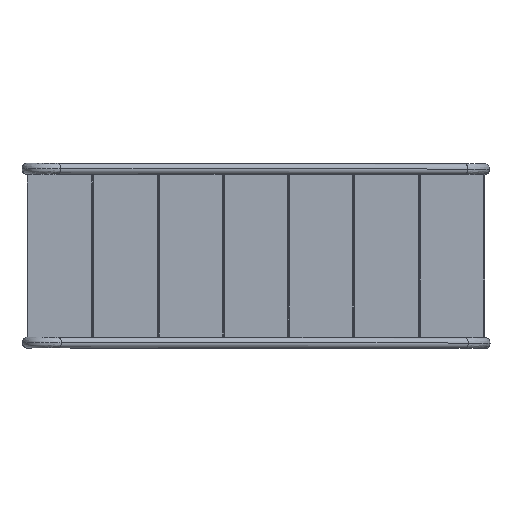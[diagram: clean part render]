
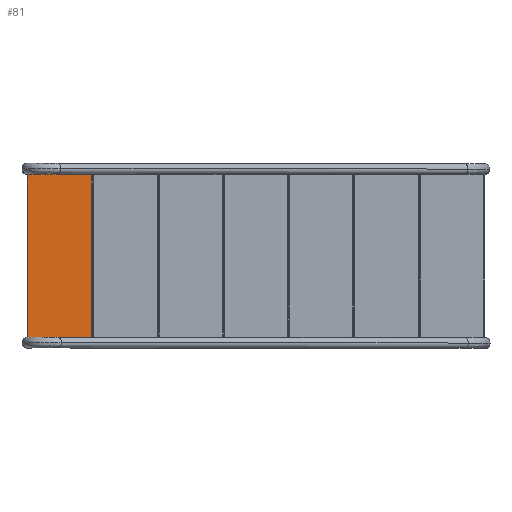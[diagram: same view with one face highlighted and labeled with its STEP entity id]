
A CAD part, top view. The second image highlights one B-rep face of the part: STEP entity #81.
In plain terms, the highlighted free-form (B-spline) face has degree [1, 1] with [2, 2] control points.
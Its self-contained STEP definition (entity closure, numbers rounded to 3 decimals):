
#31 = VERTEX_POINT('',#32);
#32 = CARTESIAN_POINT('',(-1807.316,0.,1206.599));
#37 = EDGE_CURVE('',#31,#38,#40,.T.);
#38 = VERTEX_POINT('',#39);
#39 = CARTESIAN_POINT('',(-1552.57,0.,1206.599));
#40 = B_SPLINE_CURVE_WITH_KNOTS('',1,(#41,#42),.UNSPECIFIED.,.F.,.F.,(2,
    2),(-148.,148.),.PIECEWISE_BEZIER_KNOTS.);
#41 = CARTESIAN_POINT('',(-1807.316,0.,1206.599));
#42 = CARTESIAN_POINT('',(-1552.57,0.,1206.599));
#65 = VERTEX_POINT('',#66);
#66 = CARTESIAN_POINT('',(-1807.316,-688.501,
    1206.599));
#71 = EDGE_CURVE('',#65,#31,#72,.T.);
#72 = B_SPLINE_CURVE_WITH_KNOTS('',1,(#73,#74),.UNSPECIFIED.,.F.,.F.,(2,
    2),(-400.,400.),.PIECEWISE_BEZIER_KNOTS.);
#73 = CARTESIAN_POINT('',(-1807.316,-688.501,
    1206.599));
#74 = CARTESIAN_POINT('',(-1807.316,0.,1206.599));
#81 = ADVANCED_FACE('',(#82),#98,.F.);
#82 = FACE_BOUND('',#83,.T.);
#83 = EDGE_LOOP('',(#84,#85,#86,#93));
#84 = ORIENTED_EDGE('',*,*,#37,.F.);
#85 = ORIENTED_EDGE('',*,*,#71,.F.);
#86 = ORIENTED_EDGE('',*,*,#87,.F.);
#87 = EDGE_CURVE('',#88,#65,#90,.T.);
#88 = VERTEX_POINT('',#89);
#89 = CARTESIAN_POINT('',(-1552.57,-688.501,
    1206.599));
#90 = B_SPLINE_CURVE_WITH_KNOTS('',1,(#91,#92),.UNSPECIFIED.,.F.,.F.,(2,
    2),(-148.,148.),.PIECEWISE_BEZIER_KNOTS.);
#91 = CARTESIAN_POINT('',(-1552.57,-688.501,
    1206.599));
#92 = CARTESIAN_POINT('',(-1807.316,-688.501,
    1206.599));
#93 = ORIENTED_EDGE('',*,*,#94,.T.);
#94 = EDGE_CURVE('',#88,#38,#95,.T.);
#95 = B_SPLINE_CURVE_WITH_KNOTS('',1,(#96,#97),.UNSPECIFIED.,.F.,.F.,(2,
    2),(-400.,400.),.PIECEWISE_BEZIER_KNOTS.);
#96 = CARTESIAN_POINT('',(-1552.57,-688.501,
    1206.599));
#97 = CARTESIAN_POINT('',(-1552.57,0.,1206.599));
#98 = B_SPLINE_SURFACE_WITH_KNOTS('',1,1,(
    (#99,#100)
    ,(#101,#102
    )),.UNSPECIFIED.,.F.,.F.,.F.,(2,2),(2,2),(4.,300.),(-800.,0.),
  .PIECEWISE_BEZIER_KNOTS.);
#99 = CARTESIAN_POINT('',(-1552.57,-688.501,
    1206.599));
#100 = CARTESIAN_POINT('',(-1552.57,0.,1206.599));
#101 = CARTESIAN_POINT('',(-1807.316,-688.501,
    1206.599));
#102 = CARTESIAN_POINT('',(-1807.316,0.,1206.599));
